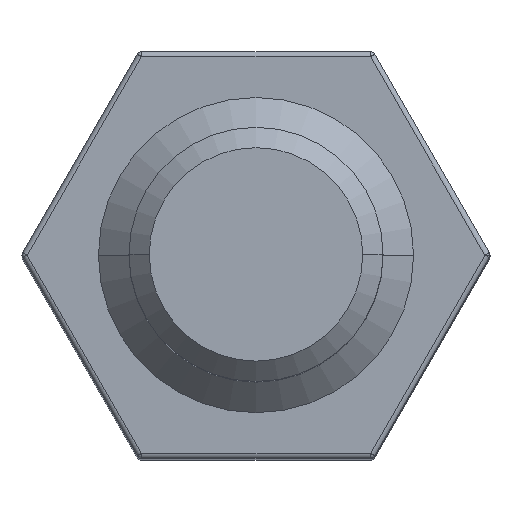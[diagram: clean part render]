
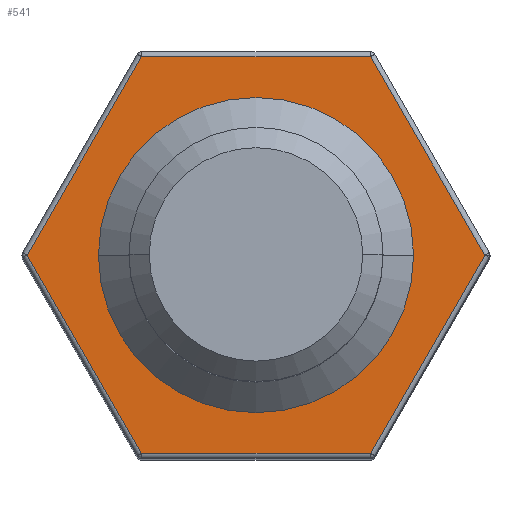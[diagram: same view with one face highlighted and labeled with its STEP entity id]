
A CAD part, top view. The second image highlights one B-rep face of the part: STEP entity #541.
In plain terms, the highlighted planar face has unit normal (0, 0, 1).
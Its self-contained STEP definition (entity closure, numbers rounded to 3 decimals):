
#19 = VERTEX_POINT ( 'NONE', #914 ) ;
#28 = ORIENTED_EDGE ( 'NONE', *, *, #1247, .T. ) ;
#33 = AXIS2_PLACEMENT_3D ( 'NONE', #397, #95, #671 ) ;
#34 = CARTESIAN_POINT ( 'NONE',  ( -2.252, -3.9, 0. ) ) ;
#43 = DIRECTION ( 'NONE',  ( -1., 0., 0. ) ) ;
#64 = CARTESIAN_POINT ( 'NONE',  ( 0., 0., 0. ) ) ;
#95 = DIRECTION ( 'NONE',  ( 0., 0., -1. ) ) ;
#106 = ORIENTED_EDGE ( 'NONE', *, *, #1197, .T. ) ;
#156 = CARTESIAN_POINT ( 'NONE',  ( 3.1, 0., 0. ) ) ;
#184 = AXIS2_PLACEMENT_3D ( 'NONE', #64, #1000, #213 ) ;
#195 = LINE ( 'NONE', #911, #580 ) ;
#209 = LINE ( 'NONE', #1170, #1316 ) ;
#213 = DIRECTION ( 'NONE',  ( -1., 0., 0. ) ) ;
#218 = AXIS2_PLACEMENT_3D ( 'NONE', #1375, #870, #43 ) ;
#311 = LINE ( 'NONE', #1385, #1141 ) ;
#318 = VERTEX_POINT ( 'NONE', #156 ) ;
#365 = DIRECTION ( 'NONE',  ( -0.5, 0.866, 0. ) ) ;
#380 = DIRECTION ( 'NONE',  ( 0.5, 0.866, 0. ) ) ;
#396 = ORIENTED_EDGE ( 'NONE', *, *, #1047, .T. ) ;
#397 = CARTESIAN_POINT ( 'NONE',  ( -4.619, 0., 0. ) ) ;
#424 = CARTESIAN_POINT ( 'NONE',  ( 4.503, 0., 0. ) ) ;
#458 = LINE ( 'NONE', #1007, #1248 ) ;
#509 = VERTEX_POINT ( 'NONE', #644 ) ;
#529 = EDGE_CURVE ( 'NONE', #1071, #1146, #195, .T. ) ;
#541 = ADVANCED_FACE ( 'NONE', ( #1155, #1348 ), #1259, .F. ) ;
#556 = VECTOR ( 'NONE', #365, 1000. ) ;
#580 = VECTOR ( 'NONE', #1404, 1000. ) ;
#644 = CARTESIAN_POINT ( 'NONE',  ( -4.503, 0., 0. ) ) ;
#648 = DIRECTION ( 'NONE',  ( -1., 0., 0. ) ) ;
#656 = DIRECTION ( 'NONE',  ( 0.5, -0.866, 0. ) ) ;
#671 = DIRECTION ( 'NONE',  ( -1., 0., 0. ) ) ;
#701 = VERTEX_POINT ( 'NONE', #424 ) ;
#732 = VERTEX_POINT ( 'NONE', #1205 ) ;
#771 = VECTOR ( 'NONE', #380, 1000. ) ;
#773 = CARTESIAN_POINT ( 'NONE',  ( 2.223, -3.95, 0. ) ) ;
#870 = DIRECTION ( 'NONE',  ( 0., 0., -1. ) ) ;
#888 = LINE ( 'NONE', #1164, #556 ) ;
#911 = CARTESIAN_POINT ( 'NONE',  ( -4.619, -3.9, 0. ) ) ;
#914 = CARTESIAN_POINT ( 'NONE',  ( -3.1, 0., 0. ) ) ;
#946 = ORIENTED_EDGE ( 'NONE', *, *, #1355, .T. ) ;
#962 = ORIENTED_EDGE ( 'NONE', *, *, #529, .T. ) ;
#987 = CARTESIAN_POINT ( 'NONE',  ( 2.252, -3.9, 0. ) ) ;
#991 = ORIENTED_EDGE ( 'NONE', *, *, #1207, .T. ) ;
#992 = CIRCLE ( 'NONE', #218, 3.1 ) ;
#1000 = DIRECTION ( 'NONE',  ( 0., 0., -1. ) ) ;
#1007 = CARTESIAN_POINT ( 'NONE',  ( -4.532, 0.05, 0. ) ) ;
#1040 = EDGE_LOOP ( 'NONE', ( #396, #106 ) ) ;
#1047 = EDGE_CURVE ( 'NONE', #19, #318, #992, .T. ) ;
#1065 = EDGE_LOOP ( 'NONE', ( #991, #1261, #28, #946, #962, #1386 ) ) ;
#1071 = VERTEX_POINT ( 'NONE', #34 ) ;
#1094 = LINE ( 'NONE', #773, #771 ) ;
#1141 = VECTOR ( 'NONE', #1391, 1000. ) ;
#1146 = VERTEX_POINT ( 'NONE', #987 ) ;
#1155 = FACE_OUTER_BOUND ( 'NONE', #1065, .T. ) ;
#1164 = CARTESIAN_POINT ( 'NONE',  ( 2.223, 3.95, 0. ) ) ;
#1170 = CARTESIAN_POINT ( 'NONE',  ( -4.619, 3.9, 0. ) ) ;
#1197 = EDGE_CURVE ( 'NONE', #318, #19, #1336, .T. ) ;
#1205 = CARTESIAN_POINT ( 'NONE',  ( -2.252, 3.9, 0. ) ) ;
#1207 = EDGE_CURVE ( 'NONE', #701, #1300, #888, .T. ) ;
#1227 = EDGE_CURVE ( 'NONE', #1300, #732, #209, .T. ) ;
#1247 = EDGE_CURVE ( 'NONE', #732, #509, #311, .T. ) ;
#1248 = VECTOR ( 'NONE', #656, 1000. ) ;
#1259 = PLANE ( 'NONE',  #33 ) ;
#1261 = ORIENTED_EDGE ( 'NONE', *, *, #1227, .T. ) ;
#1300 = VERTEX_POINT ( 'NONE', #1323 ) ;
#1316 = VECTOR ( 'NONE', #648, 1000. ) ;
#1323 = CARTESIAN_POINT ( 'NONE',  ( 2.252, 3.9, 0. ) ) ;
#1324 = EDGE_CURVE ( 'NONE', #1146, #701, #1094, .T. ) ;
#1336 = CIRCLE ( 'NONE', #184, 3.1 ) ;
#1348 = FACE_BOUND ( 'NONE', #1040, .T. ) ;
#1355 = EDGE_CURVE ( 'NONE', #509, #1071, #458, .T. ) ;
#1375 = CARTESIAN_POINT ( 'NONE',  ( 0., 0., 0. ) ) ;
#1385 = CARTESIAN_POINT ( 'NONE',  ( -4.532, -0.05, 0. ) ) ;
#1386 = ORIENTED_EDGE ( 'NONE', *, *, #1324, .T. ) ;
#1391 = DIRECTION ( 'NONE',  ( -0.5, -0.866, 0. ) ) ;
#1404 = DIRECTION ( 'NONE',  ( 1., 0., 0. ) ) ;
